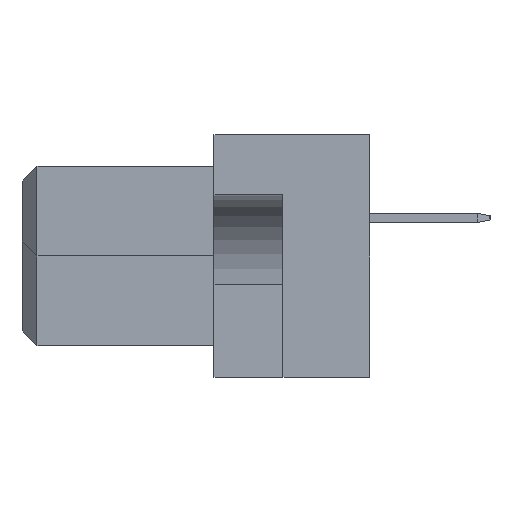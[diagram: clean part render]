
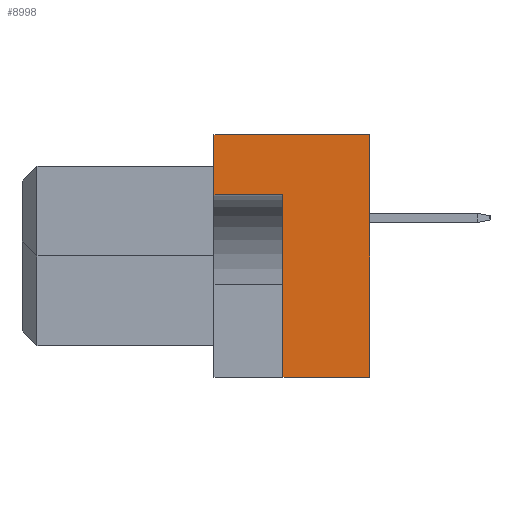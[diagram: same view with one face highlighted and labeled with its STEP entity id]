
A CAD part, left-side view. The second image highlights one B-rep face of the part: STEP entity #8998.
In plain terms, the highlighted planar face has unit normal (-1, 0, 0).
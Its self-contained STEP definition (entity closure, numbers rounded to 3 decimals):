
#113 = EDGE_CURVE ( 'NONE', #4528, #7970, #3346, .T. ) ;
#434 = VECTOR ( 'NONE', #10665, 1000. ) ;
#537 = CARTESIAN_POINT ( 'NONE',  ( -27.5, 5.2, 2.05 ) ) ;
#602 = CARTESIAN_POINT ( 'NONE',  ( -27.5, 2.9, 2.05 ) ) ;
#1338 = CARTESIAN_POINT ( 'NONE',  ( -27.5, 0., 4.05 ) ) ;
#1458 = CARTESIAN_POINT ( 'NONE',  ( -27.5, 2.9, 2.05 ) ) ;
#1471 = VECTOR ( 'NONE', #5697, 1000. ) ;
#1784 = ORIENTED_EDGE ( 'NONE', *, *, #9051, .T. ) ;
#1906 = EDGE_CURVE ( 'NONE', #4513, #12908, #3672, .T. ) ;
#2017 = DIRECTION ( 'NONE',  ( 0., 0., -1. ) ) ;
#2069 = ORIENTED_EDGE ( 'NONE', *, *, #113, .F. ) ;
#3089 = PLANE ( 'NONE',  #5914 ) ;
#3346 = LINE ( 'NONE', #13037, #7435 ) ;
#3672 = LINE ( 'NONE', #1458, #1471 ) ;
#4027 = CARTESIAN_POINT ( 'NONE',  ( -27.5, 5.2, 4.05 ) ) ;
#4475 = CARTESIAN_POINT ( 'NONE',  ( -27.5, 5.2, 4.05 ) ) ;
#4488 = ORIENTED_EDGE ( 'NONE', *, *, #10990, .F. ) ;
#4513 = VERTEX_POINT ( 'NONE', #12425 ) ;
#4528 = VERTEX_POINT ( 'NONE', #4475 ) ;
#4594 = EDGE_LOOP ( 'NONE', ( #13199, #4488, #8237, #1784, #11927, #2069 ) ) ;
#5429 = VECTOR ( 'NONE', #11241, 1000. ) ;
#5697 = DIRECTION ( 'NONE',  ( 0., 0., 1. ) ) ;
#5914 = AXIS2_PLACEMENT_3D ( 'NONE', #4027, #11766, #2017 ) ;
#6300 = LINE ( 'NONE', #12668, #434 ) ;
#6330 = DIRECTION ( 'NONE',  ( 0., -1., 0. ) ) ;
#6746 = LINE ( 'NONE', #6881, #5429 ) ;
#6881 = CARTESIAN_POINT ( 'NONE',  ( -27.5, 5.2, 4.05 ) ) ;
#7072 = LINE ( 'NONE', #8278, #12470 ) ;
#7399 = FACE_OUTER_BOUND ( 'NONE', #4594, .T. ) ;
#7435 = VECTOR ( 'NONE', #9737, 1000. ) ;
#7558 = EDGE_CURVE ( 'NONE', #8044, #4528, #6746, .T. ) ;
#7970 = VERTEX_POINT ( 'NONE', #1338 ) ;
#8044 = VERTEX_POINT ( 'NONE', #537 ) ;
#8237 = ORIENTED_EDGE ( 'NONE', *, *, #1906, .F. ) ;
#8278 = CARTESIAN_POINT ( 'NONE',  ( -27.5, 0., 4.05 ) ) ;
#8404 = LINE ( 'NONE', #13993, #12783 ) ;
#8998 = ADVANCED_FACE ( 'NONE', ( #7399 ), #3089, .F. ) ;
#9051 = EDGE_CURVE ( 'NONE', #4513, #12623, #8404, .T. ) ;
#9737 = DIRECTION ( 'NONE',  ( 0., -1., 0. ) ) ;
#10444 = CARTESIAN_POINT ( 'NONE',  ( -27.5, 0., -4.05 ) ) ;
#10665 = DIRECTION ( 'NONE',  ( 0., 1., 0. ) ) ;
#10990 = EDGE_CURVE ( 'NONE', #12908, #8044, #6300, .T. ) ;
#11241 = DIRECTION ( 'NONE',  ( 0., 0., 1. ) ) ;
#11500 = DIRECTION ( 'NONE',  ( 0., 0., 1. ) ) ;
#11766 = DIRECTION ( 'NONE',  ( 1., 0., 0. ) ) ;
#11927 = ORIENTED_EDGE ( 'NONE', *, *, #12941, .T. ) ;
#12425 = CARTESIAN_POINT ( 'NONE',  ( -27.5, 2.9, -4.05 ) ) ;
#12470 = VECTOR ( 'NONE', #11500, 1000. ) ;
#12623 = VERTEX_POINT ( 'NONE', #10444 ) ;
#12668 = CARTESIAN_POINT ( 'NONE',  ( -27.5, 2.9, 2.05 ) ) ;
#12783 = VECTOR ( 'NONE', #6330, 1000. ) ;
#12908 = VERTEX_POINT ( 'NONE', #602 ) ;
#12941 = EDGE_CURVE ( 'NONE', #12623, #7970, #7072, .T. ) ;
#13037 = CARTESIAN_POINT ( 'NONE',  ( -27.5, 5.2, 4.05 ) ) ;
#13199 = ORIENTED_EDGE ( 'NONE', *, *, #7558, .F. ) ;
#13993 = CARTESIAN_POINT ( 'NONE',  ( -27.5, 5.2, -4.05 ) ) ;
